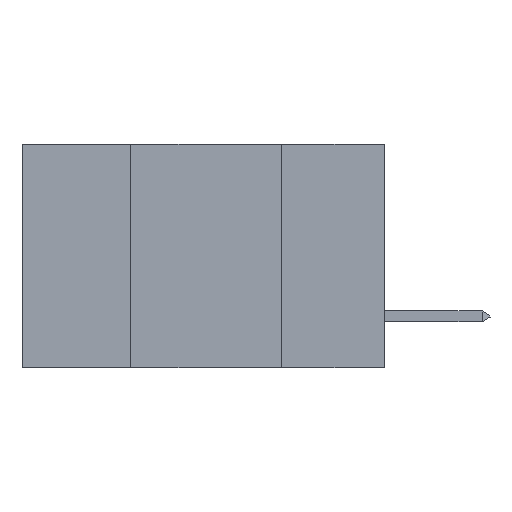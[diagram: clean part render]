
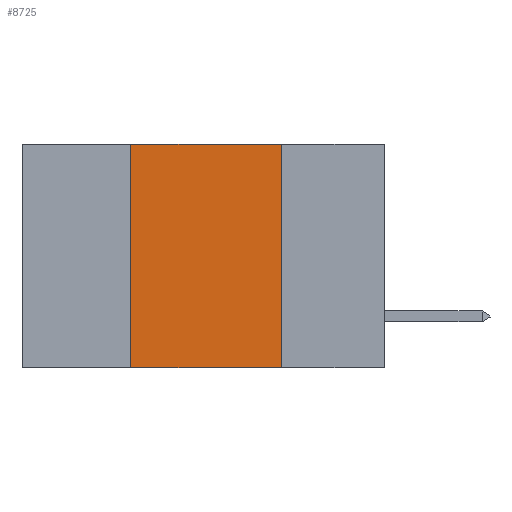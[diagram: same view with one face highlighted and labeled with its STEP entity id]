
A CAD part, left-side view. The second image highlights one B-rep face of the part: STEP entity #8725.
In plain terms, the highlighted planar face has unit normal (-1, 0, 0).
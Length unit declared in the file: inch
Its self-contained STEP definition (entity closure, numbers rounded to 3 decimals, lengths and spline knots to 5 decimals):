
#47 = EDGE_CURVE ( 'NONE', #16934, #1581, #12233, .T. ) ;
#520 = DIRECTION ( 'NONE',  ( 1., 0., 0. ) ) ;
#575 = CARTESIAN_POINT ( 'NONE',  ( 0., 0.6, 0. ) ) ;
#1581 = VERTEX_POINT ( 'NONE', #8652 ) ;
#2355 = DIRECTION ( 'NONE',  ( 0., -1., 0. ) ) ;
#3576 = DIRECTION ( 'NONE',  ( 0., 0., -1. ) ) ;
#3878 = CARTESIAN_POINT ( 'NONE',  ( 0., 0.6, 0. ) ) ;
#5657 = ORIENTED_EDGE ( 'NONE', *, *, #47, .T. ) ;
#5949 = CARTESIAN_POINT ( 'NONE',  ( 0., 0.42, 0. ) ) ;
#7032 = CARTESIAN_POINT ( 'NONE',  ( 0., 0.42, 0. ) ) ;
#7041 = AXIS2_PLACEMENT_3D ( 'NONE', #575, #520, #15681 ) ;
#7199 = CARTESIAN_POINT ( 'NONE',  ( 0., 0.17, 0. ) ) ;
#7625 = CARTESIAN_POINT ( 'NONE',  ( 0., 0.6, -0.37 ) ) ;
#7685 = DIRECTION ( 'NONE',  ( 0., -1., 0. ) ) ;
#7864 = LINE ( 'NONE', #7032, #14680 ) ;
#8470 = DIRECTION ( 'NONE',  ( 0., 0., 1. ) ) ;
#8652 = CARTESIAN_POINT ( 'NONE',  ( 0., 0.17, -0.37 ) ) ;
#8725 = ADVANCED_FACE ( 'NONE', ( #16602 ), #14259, .F. ) ;
#9262 = EDGE_CURVE ( 'NONE', #16934, #11007, #7864, .T. ) ;
#10355 = LINE ( 'NONE', #16798, #14794 ) ;
#10385 = CARTESIAN_POINT ( 'NONE',  ( 0., 0.42, -0.37 ) ) ;
#10932 = VERTEX_POINT ( 'NONE', #7199 ) ;
#11007 = VERTEX_POINT ( 'NONE', #5949 ) ;
#11277 = EDGE_LOOP ( 'NONE', ( #15987, #15852, #13947, #5657 ) ) ;
#12022 = EDGE_CURVE ( 'NONE', #10932, #1581, #10355, .T. ) ;
#12233 = LINE ( 'NONE', #7625, #12837 ) ;
#12837 = VECTOR ( 'NONE', #7685, 39.37008 ) ;
#13927 = EDGE_CURVE ( 'NONE', #11007, #10932, #16499, .T. ) ;
#13947 = ORIENTED_EDGE ( 'NONE', *, *, #9262, .F. ) ;
#14259 = PLANE ( 'NONE',  #7041 ) ;
#14373 = VECTOR ( 'NONE', #2355, 39.37008 ) ;
#14680 = VECTOR ( 'NONE', #8470, 39.37008 ) ;
#14794 = VECTOR ( 'NONE', #3576, 39.37008 ) ;
#15681 = DIRECTION ( 'NONE',  ( 0., 0., -1. ) ) ;
#15852 = ORIENTED_EDGE ( 'NONE', *, *, #13927, .F. ) ;
#15987 = ORIENTED_EDGE ( 'NONE', *, *, #12022, .F. ) ;
#16499 = LINE ( 'NONE', #3878, #14373 ) ;
#16602 = FACE_OUTER_BOUND ( 'NONE', #11277, .T. ) ;
#16798 = CARTESIAN_POINT ( 'NONE',  ( 0., 0.17, 0. ) ) ;
#16934 = VERTEX_POINT ( 'NONE', #10385 ) ;
